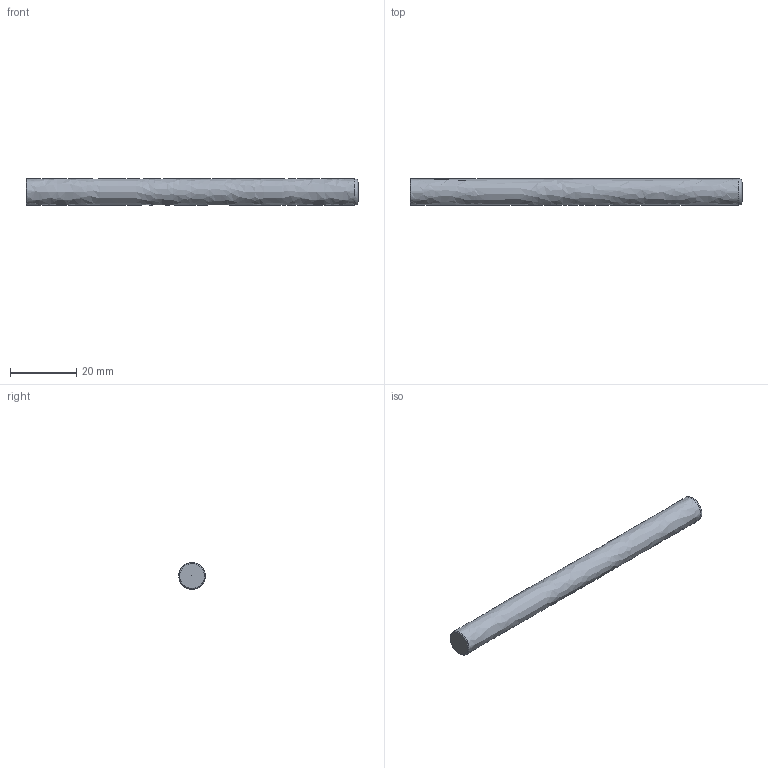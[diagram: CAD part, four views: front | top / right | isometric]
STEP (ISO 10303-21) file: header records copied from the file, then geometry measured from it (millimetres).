
FILE_DESCRIPTION ((), '1');
FILE_NAME ('157 0800-1.00RA.STP', '2021-01-07T08:24:17', ('Unknown'), ('mafordeurope'), 'OneCNC-XR7 Mill 3D Expert', 'OneCNC-XR7 Mill 3D Expert', '');
FILE_SCHEMA (('CONFIG_CONTROL_DESIGN'));
Length unit declared in the file: millimetre
Bounding box: 100 x 8 x 8 mm (x, y, z)
Volume: 5020.3 mm3; surface area: 2598.8 mm2
Topology: 1 solids, 1 shells, 5 faces, 18 edges, 20 vertices
Faces by surface type: bspline 5
Entity records: 363 total; most frequent: CARTESIAN_POINT 207, ORIENTED_EDGE 18, B_SPLINE_CURVE_WITH_KNOTS 10, EDGE_CURVE 9, PERSON 8, ORGANIZATION 8, PERSON_AND_ORGANIZATION 8, VERTEX_POINT 6
